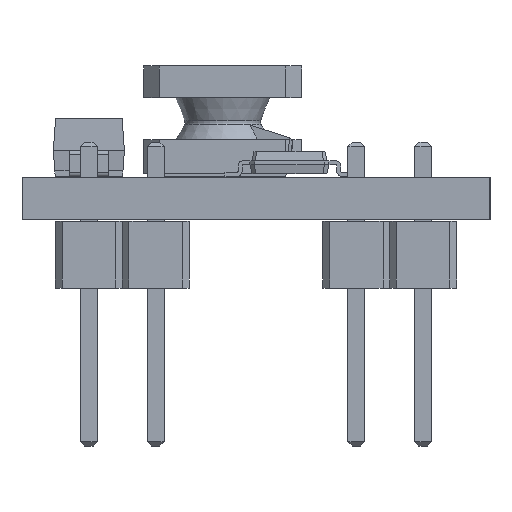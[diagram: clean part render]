
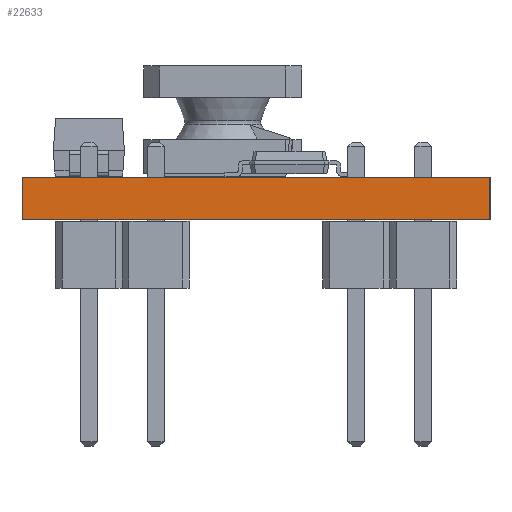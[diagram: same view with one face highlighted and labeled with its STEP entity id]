
A CAD part, left-side view. The second image highlights one B-rep face of the part: STEP entity #22633.
In plain terms, the highlighted planar face has unit normal (-1, 0, 0).
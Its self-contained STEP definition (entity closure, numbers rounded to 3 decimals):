
#21819 = PLANE('',#21820);
#21820 = AXIS2_PLACEMENT_3D('',#21821,#21822,#21823);
#21821 = CARTESIAN_POINT('',(0.,17.78,0.));
#21822 = DIRECTION('',(0.,1.,0.));
#21823 = DIRECTION('',(1.,0.,0.));
#21847 = PLANE('',#21848);
#21848 = AXIS2_PLACEMENT_3D('',#21849,#21850,#21851);
#21849 = CARTESIAN_POINT('',(11.43,8.89,1.6));
#21850 = DIRECTION('',(0.,0.,-1.));
#21851 = DIRECTION('',(-1.,0.,0.));
#21875 = PLANE('',#21876);
#21876 = AXIS2_PLACEMENT_3D('',#21877,#21878,#21879);
#21877 = CARTESIAN_POINT('',(22.86,0.,0.));
#21878 = DIRECTION('',(0.,-1.,0.));
#21879 = DIRECTION('',(-1.,0.,0.));
#21901 = PLANE('',#21902);
#21902 = AXIS2_PLACEMENT_3D('',#21903,#21904,#21905);
#21903 = CARTESIAN_POINT('',(11.43,8.89,0.));
#21904 = DIRECTION('',(0.,0.,-1.));
#21905 = DIRECTION('',(-1.,0.,0.));
#21916 = EDGE_CURVE('',#21917,#21919,#21921,.T.);
#21917 = VERTEX_POINT('',#21918);
#21918 = CARTESIAN_POINT('',(0.,17.78,0.));
#21919 = VERTEX_POINT('',#21920);
#21920 = CARTESIAN_POINT('',(0.,17.78,1.6));
#21921 = SURFACE_CURVE('',#21922,(#21926,#21933),.PCURVE_S1.);
#21922 = LINE('',#21923,#21924);
#21923 = CARTESIAN_POINT('',(0.,17.78,0.));
#21924 = VECTOR('',#21925,1.);
#21925 = DIRECTION('',(0.,0.,1.));
#21926 = PCURVE('',#21819,#21927);
#21927 = DEFINITIONAL_REPRESENTATION('',(#21928),#21932);
#21928 = LINE('',#21929,#21930);
#21929 = CARTESIAN_POINT('',(0.,0.));
#21930 = VECTOR('',#21931,1.);
#21931 = DIRECTION('',(0.,-1.));
#21932 = ( GEOMETRIC_REPRESENTATION_CONTEXT(2) 
PARAMETRIC_REPRESENTATION_CONTEXT() REPRESENTATION_CONTEXT('2D SPACE',''
  ) );
#21933 = PCURVE('',#21934,#21939);
#21934 = PLANE('',#21935);
#21935 = AXIS2_PLACEMENT_3D('',#21936,#21937,#21938);
#21936 = CARTESIAN_POINT('',(0.,0.,0.));
#21937 = DIRECTION('',(-1.,0.,0.));
#21938 = DIRECTION('',(0.,1.,0.));
#21939 = DEFINITIONAL_REPRESENTATION('',(#21940),#21944);
#21940 = LINE('',#21941,#21942);
#21941 = CARTESIAN_POINT('',(17.78,0.));
#21942 = VECTOR('',#21943,1.);
#21943 = DIRECTION('',(0.,-1.));
#21944 = ( GEOMETRIC_REPRESENTATION_CONTEXT(2) 
PARAMETRIC_REPRESENTATION_CONTEXT() REPRESENTATION_CONTEXT('2D SPACE',''
  ) );
#21994 = VERTEX_POINT('',#21995);
#21995 = CARTESIAN_POINT('',(0.,0.,1.6));
#22016 = EDGE_CURVE('',#22017,#21994,#22019,.T.);
#22017 = VERTEX_POINT('',#22018);
#22018 = CARTESIAN_POINT('',(0.,0.,0.));
#22019 = SURFACE_CURVE('',#22020,(#22024,#22031),.PCURVE_S1.);
#22020 = LINE('',#22021,#22022);
#22021 = CARTESIAN_POINT('',(0.,0.,0.));
#22022 = VECTOR('',#22023,1.);
#22023 = DIRECTION('',(0.,0.,1.));
#22024 = PCURVE('',#21875,#22025);
#22025 = DEFINITIONAL_REPRESENTATION('',(#22026),#22030);
#22026 = LINE('',#22027,#22028);
#22027 = CARTESIAN_POINT('',(22.86,0.));
#22028 = VECTOR('',#22029,1.);
#22029 = DIRECTION('',(0.,-1.));
#22030 = ( GEOMETRIC_REPRESENTATION_CONTEXT(2) 
PARAMETRIC_REPRESENTATION_CONTEXT() REPRESENTATION_CONTEXT('2D SPACE',''
  ) );
#22031 = PCURVE('',#21934,#22032);
#22032 = DEFINITIONAL_REPRESENTATION('',(#22033),#22037);
#22033 = LINE('',#22034,#22035);
#22034 = CARTESIAN_POINT('',(0.,0.));
#22035 = VECTOR('',#22036,1.);
#22036 = DIRECTION('',(0.,-1.));
#22037 = ( GEOMETRIC_REPRESENTATION_CONTEXT(2) 
PARAMETRIC_REPRESENTATION_CONTEXT() REPRESENTATION_CONTEXT('2D SPACE',''
  ) );
#22065 = EDGE_CURVE('',#22017,#21917,#22066,.T.);
#22066 = SURFACE_CURVE('',#22067,(#22071,#22078),.PCURVE_S1.);
#22067 = LINE('',#22068,#22069);
#22068 = CARTESIAN_POINT('',(0.,0.,0.));
#22069 = VECTOR('',#22070,1.);
#22070 = DIRECTION('',(0.,1.,0.));
#22071 = PCURVE('',#21901,#22072);
#22072 = DEFINITIONAL_REPRESENTATION('',(#22073),#22077);
#22073 = LINE('',#22074,#22075);
#22074 = CARTESIAN_POINT('',(11.43,-8.89));
#22075 = VECTOR('',#22076,1.);
#22076 = DIRECTION('',(0.,1.));
#22077 = ( GEOMETRIC_REPRESENTATION_CONTEXT(2) 
PARAMETRIC_REPRESENTATION_CONTEXT() REPRESENTATION_CONTEXT('2D SPACE',''
  ) );
#22078 = PCURVE('',#21934,#22079);
#22079 = DEFINITIONAL_REPRESENTATION('',(#22080),#22084);
#22080 = LINE('',#22081,#22082);
#22081 = CARTESIAN_POINT('',(0.,0.));
#22082 = VECTOR('',#22083,1.);
#22083 = DIRECTION('',(1.,0.));
#22084 = ( GEOMETRIC_REPRESENTATION_CONTEXT(2) 
PARAMETRIC_REPRESENTATION_CONTEXT() REPRESENTATION_CONTEXT('2D SPACE',''
  ) );
#22372 = EDGE_CURVE('',#21994,#21919,#22373,.T.);
#22373 = SURFACE_CURVE('',#22374,(#22378,#22385),.PCURVE_S1.);
#22374 = LINE('',#22375,#22376);
#22375 = CARTESIAN_POINT('',(0.,0.,1.6));
#22376 = VECTOR('',#22377,1.);
#22377 = DIRECTION('',(0.,1.,0.));
#22378 = PCURVE('',#21847,#22379);
#22379 = DEFINITIONAL_REPRESENTATION('',(#22380),#22384);
#22380 = LINE('',#22381,#22382);
#22381 = CARTESIAN_POINT('',(11.43,-8.89));
#22382 = VECTOR('',#22383,1.);
#22383 = DIRECTION('',(0.,1.));
#22384 = ( GEOMETRIC_REPRESENTATION_CONTEXT(2) 
PARAMETRIC_REPRESENTATION_CONTEXT() REPRESENTATION_CONTEXT('2D SPACE',''
  ) );
#22385 = PCURVE('',#21934,#22386);
#22386 = DEFINITIONAL_REPRESENTATION('',(#22387),#22391);
#22387 = LINE('',#22388,#22389);
#22388 = CARTESIAN_POINT('',(0.,-1.6));
#22389 = VECTOR('',#22390,1.);
#22390 = DIRECTION('',(1.,0.));
#22391 = ( GEOMETRIC_REPRESENTATION_CONTEXT(2) 
PARAMETRIC_REPRESENTATION_CONTEXT() REPRESENTATION_CONTEXT('2D SPACE',''
  ) );
#22633 = ADVANCED_FACE('',(#22634),#21934,.T.);
#22634 = FACE_BOUND('',#22635,.T.);
#22635 = EDGE_LOOP('',(#22636,#22637,#22638,#22639));
#22636 = ORIENTED_EDGE('',*,*,#22016,.T.);
#22637 = ORIENTED_EDGE('',*,*,#22372,.T.);
#22638 = ORIENTED_EDGE('',*,*,#21916,.F.);
#22639 = ORIENTED_EDGE('',*,*,#22065,.F.);
